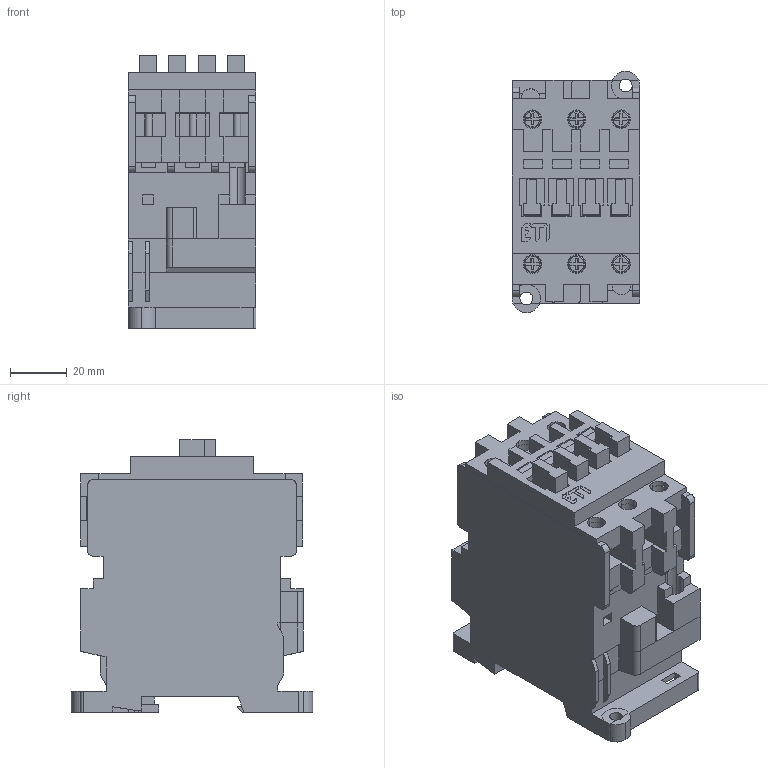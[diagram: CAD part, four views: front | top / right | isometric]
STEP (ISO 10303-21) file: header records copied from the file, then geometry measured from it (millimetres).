
FILE_DESCRIPTION((''),'2;1');
FILE_NAME('8CES_25_00_ASM','2021-06-08T',('marketing.praksa'),('Audax d.o.o.'),'CREO PARAMETRIC BY PTC INC, 2017480','CREO PARAMETRIC BY PTC INC, 2017480','');
FILE_SCHEMA(('AUTOMOTIVE_DESIGN { 1 0 10303 214 1 1 1 1 }'));
Length unit declared in the file: millimetre
Products named in the file (11): PRT9560; PRT9561; PRT9562; PRT9563; PRT9564; PRT9565; PRT9566; PRT9567; PRT9569; DGH; 8CES_25_00_ASM
Assembly tree (10 placements, depth 2):
  8CES_25_00_ASM
    PRT9560
    PRT9561
    PRT9562
    PRT9563
    PRT9564
    PRT9565
    PRT9566
    PRT9567
    PRT9569
    DGH
Bounding box: 45 x 84.99 x 96.02 mm (x, y, z)
Volume: 240611.2 mm3; surface area: 55896.1 mm2
Topology: 15 solids, 15 shells, 950 faces, 2539 edges, 1644 vertices
Faces by surface type: plane 758, cylinder 164, torus 12, cone 12, extrusion 4
Entity records: 44552 total; most frequent: CARTESIAN_POINT 5340, ORIENTED_EDGE 5078, DIRECTION 4832, PRESENTATION_STYLE_ASSIGNMENT 3508, STYLED_ITEM 3508, CURVE_STYLE 2543, EDGE_CURVE 2539, VECTOR 2158
